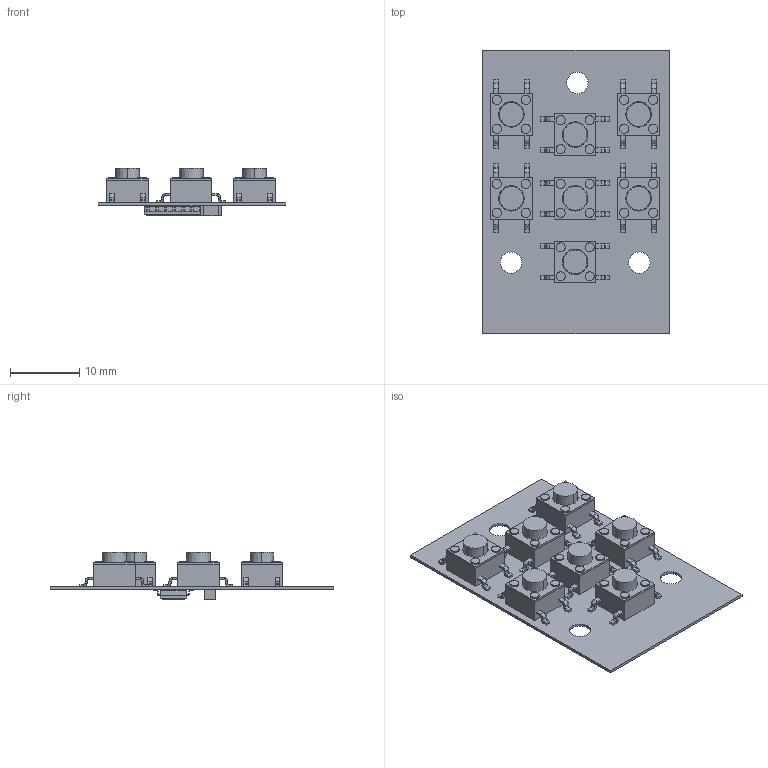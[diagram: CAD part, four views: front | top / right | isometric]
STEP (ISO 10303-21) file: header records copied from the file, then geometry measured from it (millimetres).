
FILE_DESCRIPTION(('Open CASCADE Model'),'2;1');
FILE_NAME('Open CASCADE Shape Model','2017-05-27T22:44:32',('Author'),( 'Open CASCADE'),'Open CASCADE STEP processor 6.8','Open CASCADE 6.8' ,'Unknown');
FILE_SCHEMA(('AUTOMOTIVE_DESIGN { 1 0 10303 214 1 1 1 1 }'));
Length unit declared in the file: millimetre
Products named in the file (17): PCB; Board; DD1; SW3DPS-SO-16-DEFAULT; C1; 596131592; Extruded; 596131728; B_UP; tact_sw_6x6x5; B_RIGHT; B_MENY; B_LEFT; B_ENTER; B_DOWN; B_BACK
Assembly tree (23 placements, depth 4):
  PCB
    Board
    DD1
      SW3DPS-SO-16-DEFAULT
    C1
      596131592  x2
        Extruded
      596131728
        Extruded
    B_UP
      tact_sw_6x6x5
    B_RIGHT
      tact_sw_6x6x5
    B_MENY
      tact_sw_6x6x5
    B_LEFT
      tact_sw_6x6x5
    B_ENTER
      tact_sw_6x6x5
    B_DOWN
      tact_sw_6x6x5
    B_BACK
      tact_sw_6x6x5
Bounding box: 27 x 41 x 6.91 mm (x, y, z)
Volume: 1529.6 mm3; surface area: 4401.6 mm2
Topology: 26 solids, 26 shells, 1057 faces, 2419 edges, 1450 vertices
Faces by surface type: plane 736, cylinder 307, cone 14
Full cylindrical faces by diameter (mm): 3.1 x3
Entity records: 30168 total; most frequent: CARTESIAN_POINT 10692, DIRECTION 3247, LINE 1929, VECTOR 1929, ORIENTED_EDGE 1838, PCURVE 1838, DEFINITIONAL_REPRESENTATION 1838, EDGE_CURVE 919
